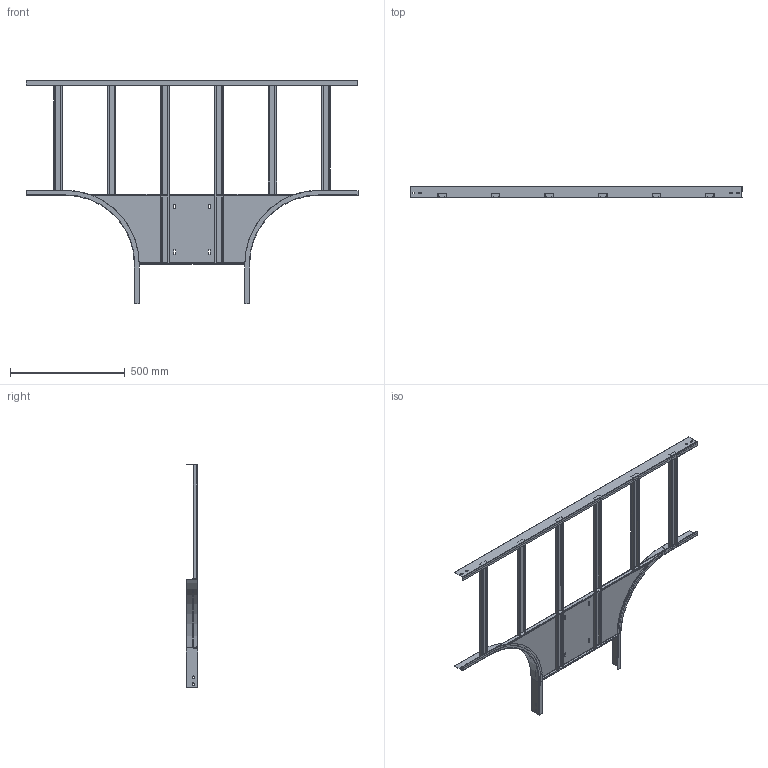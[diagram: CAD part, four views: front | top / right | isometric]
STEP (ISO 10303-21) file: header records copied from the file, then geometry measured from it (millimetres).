
FILE_DESCRIPTION (( 'STEP AP203' ), '1' );
FILE_NAME ('Ò-îòâåòâèòåëü R300_LT5305.step', '2012-12-19T08:52:44', ( 'Àñååâ' ), ( '' ), 'SwSTEP 2.0', 'SolidWorks 2012', '' );
FILE_SCHEMA (( 'CONFIG_CONTROL_DESIGN' ));
Length unit declared in the file: millimetre
Products named in the file (1): Ò-îòâåòâèòåëü R300_LT5305
Bounding box: 1446 x 50 x 972.6 mm (x, y, z)
Volume: 800589.5 mm3; surface area: 1457958.6 mm2
Topology: 1 solids, 1 shells, 403 faces, 1090 edges, 654 vertices
Faces by surface type: plane 297, cylinder 102, torus 4
Entity records: 12657 total; most frequent: CARTESIAN_POINT 2278, ORIENTED_EDGE 2180, DIRECTION 2110, EDGE_CURVE 1090, VECTOR 850, LINE 850, VERTEX_POINT 654, AXIS2_PLACEMENT_3D 630
